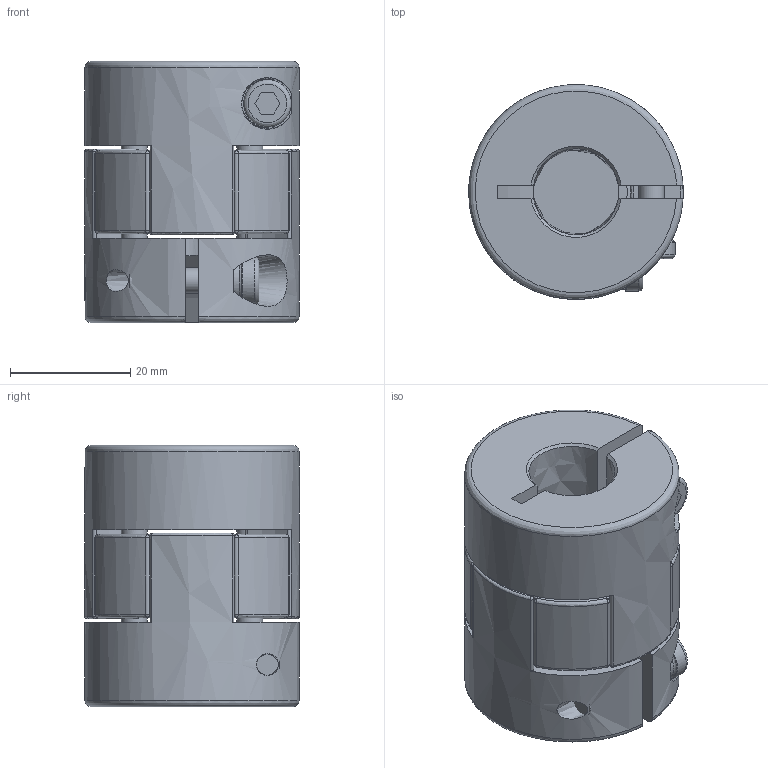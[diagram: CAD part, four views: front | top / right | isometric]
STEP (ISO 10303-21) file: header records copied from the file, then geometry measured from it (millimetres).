
FILE_DESCRIPTION(('FreeCAD Model'),'2;1');
FILE_NAME('Open CASCADE Shape Model','2025-05-02T15:30:53',('FreeCAD'),( 'FreeCAD'),'Open CASCADE STEP processor 7.6','FreeCAD','Unknown');
FILE_SCHEMA(('AUTOMOTIVE_DESIGN { 1 0 10303 214 1 1 1 1 }'));
Length unit declared in the file: millimetre
Products named in the file (1): Open CASCADE STEP translator 7.6 1
Bounding box: 35.66 x 35.66 x 43.45 mm (x, y, z)
Volume: 35751.9 mm3; surface area: 15658.8 mm2
Topology: 5 solids, 5 shells, 217 faces, 475 edges, 280 vertices
Faces by surface type: bspline 217
Entity records: 6655 total; most frequent: CARTESIAN_POINT 4026, ORIENTED_EDGE 950, EDGE_CURVE 475, VERTEX_POINT 280, FACE_BOUND 237, EDGE_LOOP 237, ADVANCED_FACE 217, B_SPLINE_CURVE_WITH_KNOTS 162
